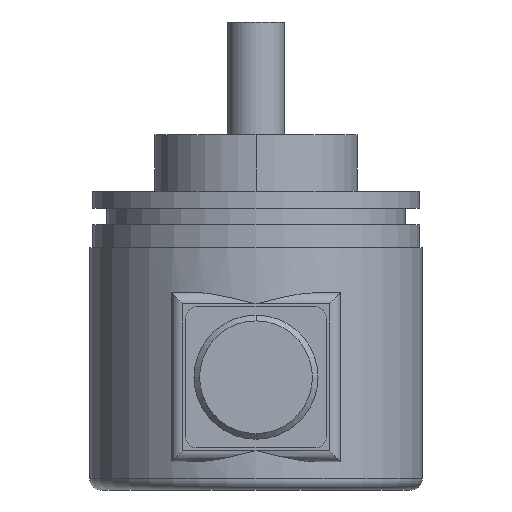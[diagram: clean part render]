
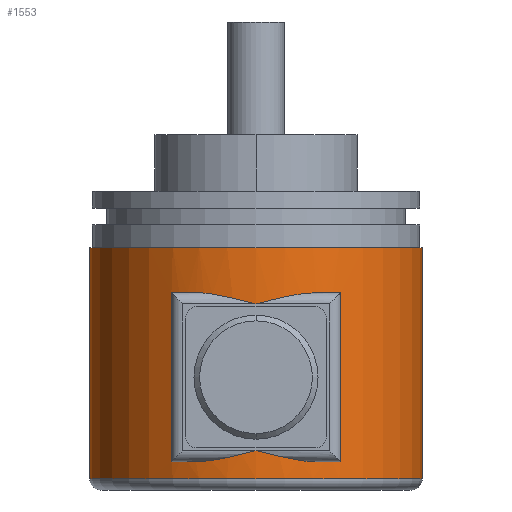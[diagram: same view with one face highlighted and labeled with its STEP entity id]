
A CAD part, front view. The second image highlights one B-rep face of the part: STEP entity #1553.
In plain terms, the highlighted cylindrical face has radius 29.5 mm (diameter 59 mm), a partial arc.
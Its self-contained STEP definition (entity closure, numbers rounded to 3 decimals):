
#89=CARTESIAN_POINT('',(0.,0.,2.));
#90=DIRECTION('',(0.,0.,-1.));
#91=DIRECTION('',(1.,0.,0.));
#92=AXIS2_PLACEMENT_3D('',#89,#90,#91);
#97=DIRECTION('',(0.,0.,1.));
#98=VECTOR('',#97,41.);
#99=CARTESIAN_POINT('',(29.5,0.,2.));
#100=LINE('',#99,#98);
#104=CARTESIAN_POINT('',(0.,0.,35.));
#105=DIRECTION('',(0.,0.,-1.));
#106=DIRECTION('',(0.508,-0.861,0.));
#107=AXIS2_PLACEMENT_3D('',#104,#105,#106);
#112=CARTESIAN_POINT('',(0.,0.,35.));
#113=DIRECTION('',(0.,0.,-1.));
#114=DIRECTION('',(-0.362,-0.932,0.));
#115=AXIS2_PLACEMENT_3D('',#112,#113,#114);
#120=DIRECTION('',(0.,0.,-1.));
#121=VECTOR('',#120,30.);
#122=CARTESIAN_POINT('',(-15.,-25.402,35.));
#123=LINE('',#122,#121);
#127=CARTESIAN_POINT('',(0.,0.,5.));
#128=DIRECTION('',(0.,0.,-1.));
#129=DIRECTION('',(-0.362,-0.932,0.));
#130=AXIS2_PLACEMENT_3D('',#127,#128,#129);
#135=CARTESIAN_POINT('',(0.,0.,5.));
#136=DIRECTION('',(0.,0.,-1.));
#137=DIRECTION('',(0.508,-0.861,0.));
#138=AXIS2_PLACEMENT_3D('',#135,#136,#137);
#143=DIRECTION('',(0.,0.,-1.));
#144=VECTOR('',#143,30.);
#145=CARTESIAN_POINT('',(15.,-25.402,35.));
#146=LINE('',#145,#144);
#158=DIRECTION('',(0.,0.,1.));
#159=VECTOR('',#158,41.);
#160=CARTESIAN_POINT('',(-29.5,0.,2.));
#161=LINE('',#160,#159);
#173=CARTESIAN_POINT('',(0.,0.,43.));
#174=DIRECTION('',(0.,0.,-1.));
#175=DIRECTION('',(1.,0.,0.));
#176=AXIS2_PLACEMENT_3D('',#173,#174,#175);
#786=CARTESIAN_POINT('',(0.,-29.5,33.));
#787=CARTESIAN_POINT('',(-1.105,-29.5,33.288));
#788=CARTESIAN_POINT('',(-3.208,-29.376,33.834));
#789=CARTESIAN_POINT('',(-6.038,-28.918,34.479));
#790=CARTESIAN_POINT('',(-8.526,-28.276,34.895));
#791=CARTESIAN_POINT('',(-9.996,-27.765,35.));
#792=CARTESIAN_POINT('',(-10.677,-27.5,35.));
#914=CARTESIAN_POINT('',(10.677,-27.5,35.));
#915=CARTESIAN_POINT('',(9.996,-27.765,35.));
#916=CARTESIAN_POINT('',(8.526,-28.276,34.895));
#917=CARTESIAN_POINT('',(6.037,-28.918,34.479));
#918=CARTESIAN_POINT('',(3.208,-29.376,33.834));
#919=CARTESIAN_POINT('',(1.105,-29.5,33.288));
#920=CARTESIAN_POINT('',(0.,-29.5,33.));
#975=CARTESIAN_POINT('',(0.,-29.5,7.));
#976=CARTESIAN_POINT('',(1.105,-29.5,6.712));
#977=CARTESIAN_POINT('',(3.208,-29.376,6.166));
#978=CARTESIAN_POINT('',(6.037,-28.918,5.521));
#979=CARTESIAN_POINT('',(8.526,-28.276,5.105));
#980=CARTESIAN_POINT('',(9.996,-27.765,5.));
#981=CARTESIAN_POINT('',(10.677,-27.5,5.));
#1001=CARTESIAN_POINT('',(-10.677,-27.5,5.));
#1002=CARTESIAN_POINT('',(-9.996,-27.765,5.));
#1003=CARTESIAN_POINT('',(-8.526,-28.276,
5.105));
#1004=CARTESIAN_POINT('',(-6.038,-28.918,
5.521));
#1005=CARTESIAN_POINT('',(-3.208,-29.376,
6.166));
#1006=CARTESIAN_POINT('',(-1.105,-29.5,6.712));
#1007=CARTESIAN_POINT('',(0.,-29.5,7.));
#1409=CARTESIAN_POINT('',(-10.677,-27.5,35.));
#1411=VERTEX_POINT('',#1409);
#1413=CARTESIAN_POINT('',(0.,-29.5,33.));
#1415=VERTEX_POINT('',#1413);
#1418=CARTESIAN_POINT('',(10.677,-27.5,35.));
#1420=VERTEX_POINT('',#1418);
#1427=CARTESIAN_POINT('',(10.677,-27.5,5.));
#1428=VERTEX_POINT('',#1427);
#1429=CARTESIAN_POINT('',(0.,-29.5,7.));
#1430=VERTEX_POINT('',#1429);
#1432=CARTESIAN_POINT('',(-10.677,-27.5,5.));
#1434=VERTEX_POINT('',#1432);
#1437=CARTESIAN_POINT('',(-15.,-25.402,5.));
#1438=VERTEX_POINT('',#1437);
#1439=CARTESIAN_POINT('',(15.,-25.402,5.));
#1440=VERTEX_POINT('',#1439);
#1441=CARTESIAN_POINT('',(15.,-25.402,35.));
#1442=VERTEX_POINT('',#1441);
#1443=CARTESIAN_POINT('',(-15.,-25.402,35.));
#1444=VERTEX_POINT('',#1443);
#1445=CARTESIAN_POINT('',(-29.5,0.,43.));
#1446=CARTESIAN_POINT('',(29.5,0.,43.));
#1447=VERTEX_POINT('',#1445);
#1448=VERTEX_POINT('',#1446);
#1457=CARTESIAN_POINT('',(-29.5,0.,2.));
#1458=CARTESIAN_POINT('',(29.5,0.,2.));
#1459=VERTEX_POINT('',#1457);
#1460=VERTEX_POINT('',#1458);
#1517=CARTESIAN_POINT('',(0.,0.,0.));
#1518=DIRECTION('',(0.,0.,-1.));
#1519=DIRECTION('',(-1.,0.,0.));
#1520=AXIS2_PLACEMENT_3D('',#1517,#1518,#1519);
#1521=CYLINDRICAL_SURFACE('',#1520,29.5);
#1522=ORIENTED_EDGE('',*,*,#1511,.T.);
#1524=ORIENTED_EDGE('',*,*,#1523,.T.);
#1526=ORIENTED_EDGE('',*,*,#1525,.F.);
#1528=ORIENTED_EDGE('',*,*,#1527,.F.);
#1529=EDGE_LOOP('',(#1522,#1524,#1526,#1528));
#1530=FACE_OUTER_BOUND('',#1529,.F.);
#1532=ORIENTED_EDGE('',*,*,#1531,.T.);
#1534=ORIENTED_EDGE('',*,*,#1533,.T.);
#1536=ORIENTED_EDGE('',*,*,#1535,.T.);
#1538=ORIENTED_EDGE('',*,*,#1537,.T.);
#1540=ORIENTED_EDGE('',*,*,#1539,.T.);
#1542=ORIENTED_EDGE('',*,*,#1541,.F.);
#1544=ORIENTED_EDGE('',*,*,#1543,.T.);
#1546=ORIENTED_EDGE('',*,*,#1545,.T.);
#1548=ORIENTED_EDGE('',*,*,#1547,.F.);
#1550=ORIENTED_EDGE('',*,*,#1549,.F.);
#1551=EDGE_LOOP('',(#1532,#1534,#1536,#1538,#1540,#1542,#1544,#1546,#1548,
#1550));
#1552=FACE_BOUND('',#1551,.F.);
#1553=ADVANCED_FACE('',(#1530,#1552),#1521,.T.);
#93=CIRCLE('',#92,29.5);
#108=CIRCLE('',#107,29.5);
#116=CIRCLE('',#115,29.5);
#131=CIRCLE('',#130,29.5);
#139=CIRCLE('',#138,29.5);
#177=CIRCLE('',#176,29.5);
#793=B_SPLINE_CURVE_WITH_KNOTS('',3,(#786,#787,#788,#789,#790,#791,#792),
.UNSPECIFIED.,.F.,.F.,(4,1,1,1,4),(0.,0.25,0.5,0.75,1.),
.UNSPECIFIED.);
#921=B_SPLINE_CURVE_WITH_KNOTS('',3,(#914,#915,#916,#917,#918,#919,#920),
.UNSPECIFIED.,.F.,.F.,(4,1,1,1,4),(0.,0.25,0.5,0.75,1.),
.UNSPECIFIED.);
#982=B_SPLINE_CURVE_WITH_KNOTS('',3,(#975,#976,#977,#978,#979,#980,#981),
.UNSPECIFIED.,.F.,.F.,(4,1,1,1,4),(0.,0.25,0.5,0.75,1.),
.UNSPECIFIED.);
#1008=B_SPLINE_CURVE_WITH_KNOTS('',3,(#1001,#1002,#1003,#1004,#1005,#1006,
#1007),.UNSPECIFIED.,.F.,.F.,(4,1,1,1,4),(0.,0.25,0.5,0.75,1.),
.UNSPECIFIED.);
#1511=EDGE_CURVE('',#1460,#1459,#93,.T.);
#1523=EDGE_CURVE('',#1459,#1447,#161,.T.);
#1525=EDGE_CURVE('',#1448,#1447,#177,.T.);
#1527=EDGE_CURVE('',#1460,#1448,#100,.T.);
#1531=EDGE_CURVE('',#1442,#1420,#108,.T.);
#1533=EDGE_CURVE('',#1420,#1415,#921,.T.);
#1535=EDGE_CURVE('',#1415,#1411,#793,.T.);
#1537=EDGE_CURVE('',#1411,#1444,#116,.T.);
#1539=EDGE_CURVE('',#1444,#1438,#123,.T.);
#1541=EDGE_CURVE('',#1434,#1438,#131,.T.);
#1543=EDGE_CURVE('',#1434,#1430,#1008,.T.);
#1545=EDGE_CURVE('',#1430,#1428,#982,.T.);
#1547=EDGE_CURVE('',#1440,#1428,#139,.T.);
#1549=EDGE_CURVE('',#1442,#1440,#146,.T.);
